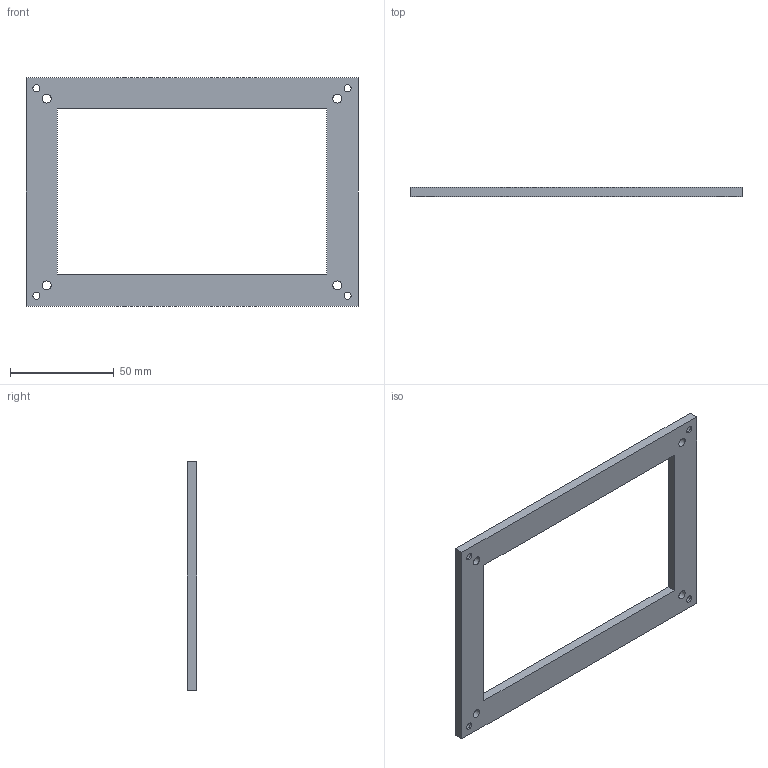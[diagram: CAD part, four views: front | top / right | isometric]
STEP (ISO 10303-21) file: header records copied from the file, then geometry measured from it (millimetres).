
FILE_DESCRIPTION(/* description */ (''),/* implementation_level */ '2;1');
FILE_NAME(/* name */ 'Platinenadapter.stp',/* time_stamp */ '2025-02-18T18:10:25+01:00',/* author */ ('raphi'),/* organization */ (''),/* preprocessor_version */ 'ST-DEVELOPER v20',/* originating_system */ 'Autodesk Inventor 2024',/* authorisation */ '');
FILE_SCHEMA (('AUTOMOTIVE_DESIGN { 1 0 10303 214 3 1 1 }'));
Length unit declared in the file: millimetre
Products named in the file (1): Platinenadapter
Bounding box: 160 x 4.5 x 110 mm (x, y, z)
Volume: 31636.6 mm3; surface area: 19088.5 mm2
Topology: 1 solids, 1 shells, 30 faces, 72 edges, 48 vertices
Faces by surface type: plane 14, cylinder 12, cone 4
Full cylindrical faces by diameter (mm): 3.4 x4, 4.25 x4, 6.5 x4
Entity records: 967 total; most frequent: DIRECTION 166, CARTESIAN_POINT 151, ORIENTED_EDGE 144, EDGE_CURVE 72, AXIS2_PLACEMENT_3D 63, EDGE_LOOP 52, VERTEX_POINT 48, LINE 40
